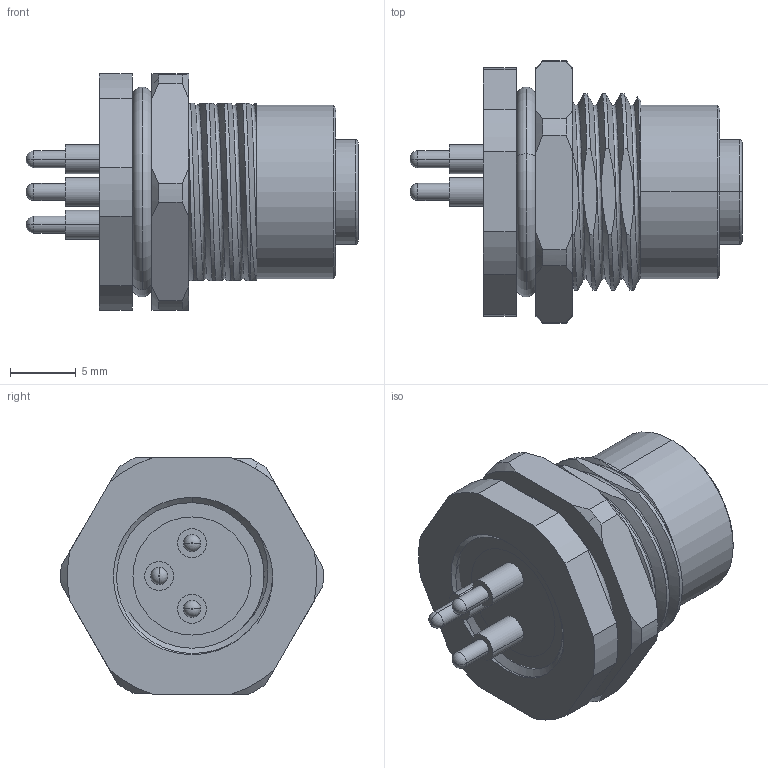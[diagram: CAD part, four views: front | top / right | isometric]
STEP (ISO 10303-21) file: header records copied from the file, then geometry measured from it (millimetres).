
FILE_DESCRIPTION (( 'STEP AP203' ), '1' );
FILE_NAME ('54-00440.STEP', '2025-03-13T16:50:56', ( '' ), ( '' ), 'SwSTEP 2.0', 'SolidWorks 2021', '' );
FILE_SCHEMA (( 'CONFIG_CONTROL_DESIGN' ));
Length unit declared in the file: millimetre
Products named in the file (7): 54-00440-04___; 54-00440-02___; 54-00440-01___; 54-00440-05___; 54-00440-03___; 54-00440-06___; 54-00440
Assembly tree (8 placements, depth 2):
  54-00440
    54-00440-01___
    54-00440-02___
    54-00440-04___
    54-00440-05___
    54-00440-06___
    54-00440-03___  x3
Bounding box: 25.3 x 20 x 18.04 mm (x, y, z)
Volume: 2895.3 mm3; surface area: 5608.1 mm2
Topology: 9 solids, 9 shells, 293 faces, 742 edges, 477 vertices
Faces by surface type: cylinder 119, plane 95, cone 41, torus 28, bspline 10
Entity records: 11422 total; most frequent: CARTESIAN_POINT 5173, ORIENTED_EDGE 1200, DIRECTION 1105, EDGE_CURVE 600, AXIS2_PLACEMENT_3D 440, VERTEX_POINT 391, EDGE_LOOP 259, ADVANCED_FACE 233
